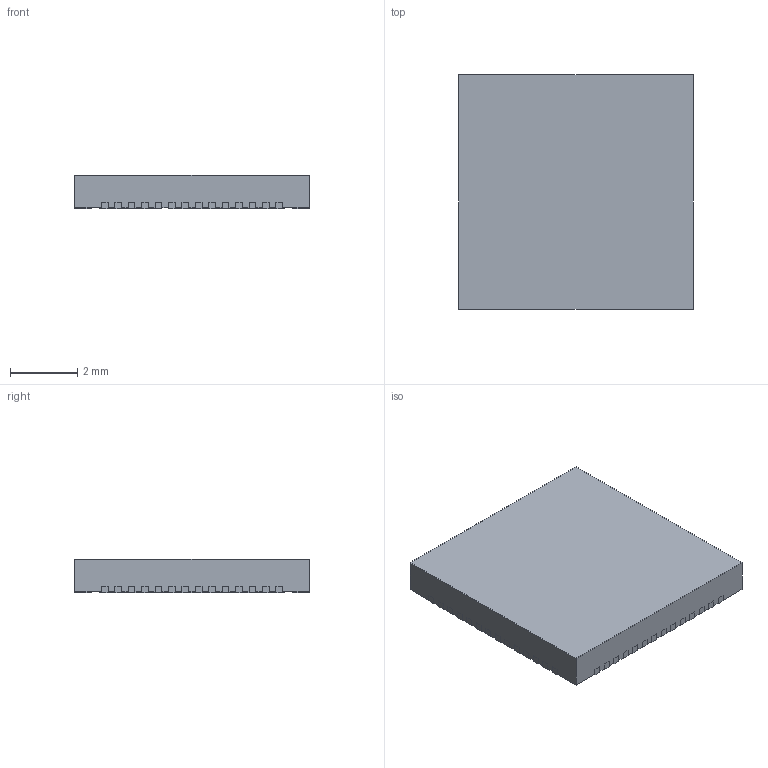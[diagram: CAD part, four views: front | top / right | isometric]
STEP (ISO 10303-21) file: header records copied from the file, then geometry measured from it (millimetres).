
FILE_DESCRIPTION((''),'2;1');
FILE_NAME('RSH0056E_ASM','2017-10-03T10:43:28',('a0412086'),(''),'CREO PARAMETRIC BY PTC INC, 2017110','CREO PARAMETRIC BY PTC INC, 2017110','');
FILE_SCHEMA(('AUTOMOTIVE_DESIGN { 1 0 10303 214 1 1 1 1 }'));
Length unit declared in the file: millimetre
Products named in the file (3): BODY-QFN; FRAME-RSH0056E; RSH0056E_ASM
Assembly tree (2 placements, depth 2):
  RSH0056E_ASM
    BODY-QFN
    FRAME-RSH0056E
Bounding box: 7 x 7 x 1 mm (x, y, z)
Volume: 48.6 mm3; surface area: 221.5 mm2
Topology: 56 solids, 56 shells, 609 faces, 1482 edges, 988 vertices
Faces by surface type: plane 497, cylinder 112
Entity records: 23531 total; most frequent: CARTESIAN_POINT 3118, DIRECTION 2973, ORIENTED_EDGE 2964, PRESENTATION_STYLE_ASSIGNMENT 1650, STYLED_ITEM 1539, CURVE_STYLE 1482, EDGE_CURVE 1482, VECTOR 1258
